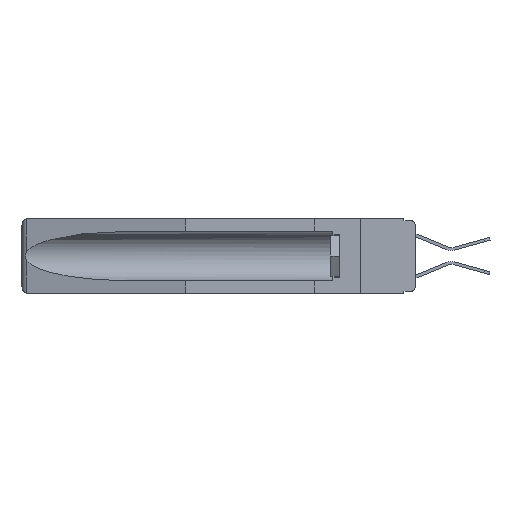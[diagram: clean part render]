
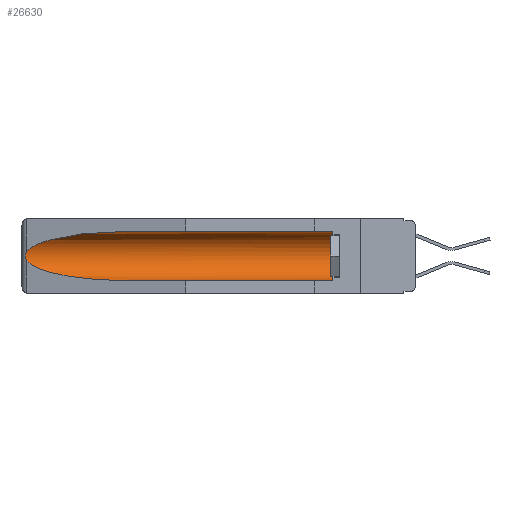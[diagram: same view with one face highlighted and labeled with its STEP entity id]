
A CAD part, left-side view. The second image highlights one B-rep face of the part: STEP entity #26630.
In plain terms, the highlighted cylindrical face has radius 2.857 mm (diameter 5.715 mm), a partial arc.
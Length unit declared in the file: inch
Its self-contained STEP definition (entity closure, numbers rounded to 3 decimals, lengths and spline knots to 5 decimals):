
#631 = CARTESIAN_POINT ( 'NONE',  ( 0.26537, 1.52718, -0.14972 ) ) ;
#951 = EDGE_LOOP ( 'NONE', ( #25026, #11365, #9533, #16067, #3151, #14563 ) ) ;
#1015 = VECTOR ( 'NONE', #7611, 39.37008 ) ;
#2205 = EDGE_CURVE ( 'NONE', #21608, #14105, #20890, .T. ) ;
#2269 = CARTESIAN_POINT ( 'NONE',  ( 0.26597, 1.52961, -0.15275 ) ) ;
#3071 = CARTESIAN_POINT ( 'NONE',  ( 0.26655, 1.53094, -0.18657 ) ) ;
#3073 = CARTESIAN_POINT ( 'NONE',  ( 0.155, -0.30754, -0.1715 ) ) ;
#3151 = ORIENTED_EDGE ( 'NONE', *, *, #2205, .T. ) ;
#3211 = CARTESIAN_POINT ( 'NONE',  ( 0.26537, 1.52718, -0.19328 ) ) ;
#3274 = CARTESIAN_POINT ( 'NONE',  ( 0.26537, 1.52718, -0.14972 ) ) ;
#4210 =( BOUNDED_CURVE ( )  B_SPLINE_CURVE ( 3, ( #17998, #26309, #10354, #22895 ),
 .UNSPECIFIED., .F., .T. ) 
 B_SPLINE_CURVE_WITH_KNOTS ( ( 4, 4 ),
 ( 0.1948, 1.5708 ),
 .UNSPECIFIED. ) 
 CURVE ( )  GEOMETRIC_REPRESENTATION_ITEM ( )  RATIONAL_B_SPLINE_CURVE ( ( 1., 0.848, 0.848, 1. ) ) 
 REPRESENTATION_ITEM ( '' )  );
#4347 = EDGE_CURVE ( 'NONE', #13124, #5269, #22090, .T. ) ;
#4982 = DIRECTION ( 'NONE',  ( 0., 0., 1. ) ) ;
#5269 = VERTEX_POINT ( 'NONE', #24714 ) ;
#5446 = VERTEX_POINT ( 'NONE', #23057 ) ;
#6453 = AXIS2_PLACEMENT_3D ( 'NONE', #3073, #17630, #4982 ) ;
#7281 = CARTESIAN_POINT ( 'NONE',  ( 0.155, -0.30754, -0.284 ) ) ;
#7611 = DIRECTION ( 'NONE',  ( 0., 1., 0. ) ) ;
#8307 = CARTESIAN_POINT ( 'NONE',  ( 0.155, 1.07973, -0.284 ) ) ;
#8918 = CARTESIAN_POINT ( 'NONE',  ( 0.26654, 1.53092, -0.15636 ) ) ;
#9533 = ORIENTED_EDGE ( 'NONE', *, *, #23289, .T. ) ;
#9582 = CARTESIAN_POINT ( 'NONE',  ( 0.2675, 1.53308, -0.17534 ) ) ;
#9721 = DIRECTION ( 'NONE',  ( 0., 1., 0. ) ) ;
#9780 = LINE ( 'NONE', #26398, #1015 ) ;
#10354 = CARTESIAN_POINT ( 'NONE',  ( 0.21114, 1.30732, -0.284 ) ) ;
#10409 = VERTEX_POINT ( 'NONE', #8307 ) ;
#10693 = EDGE_CURVE ( 'NONE', #14105, #13124, #9780, .T. ) ;
#10779 = CARTESIAN_POINT ( 'NONE',  ( 0.155, 0.126, -0.284 ) ) ;
#11360 = AXIS2_PLACEMENT_3D ( 'NONE', #17547, #15516, #26277 ) ;
#11365 = ORIENTED_EDGE ( 'NONE', *, *, #18477, .T. ) ;
#13124 = VERTEX_POINT ( 'NONE', #23957 ) ;
#13284 = FACE_OUTER_BOUND ( 'NONE', #951, .T. ) ;
#13823 = CARTESIAN_POINT ( 'NONE',  ( 0.2673, 1.53269, -0.17917 ) ) ;
#13922 = CARTESIAN_POINT ( 'NONE',  ( 0.155, 0.126, -0.059 ) ) ;
#14105 = VERTEX_POINT ( 'NONE', #13922 ) ;
#14563 = ORIENTED_EDGE ( 'NONE', *, *, #10693, .T. ) ;
#15516 = DIRECTION ( 'NONE',  ( 0., -1., 0. ) ) ;
#16067 = ORIENTED_EDGE ( 'NONE', *, *, #18548, .F. ) ;
#17080 = CYLINDRICAL_SURFACE ( 'NONE', #6453, 0.1125 ) ;
#17213 = CARTESIAN_POINT ( 'NONE',  ( 0.2673, 1.5327, -0.16383 ) ) ;
#17547 = CARTESIAN_POINT ( 'NONE',  ( 0.155, 0.126, -0.1715 ) ) ;
#17630 = DIRECTION ( 'NONE',  ( 0., 1., 0. ) ) ;
#17998 = CARTESIAN_POINT ( 'NONE',  ( 0.26537, 1.52718, -0.19328 ) ) ;
#18088 = B_SPLINE_CURVE_WITH_KNOTS ( 'NONE', 3,
 ( #631, #2269, #8918, #17213, #19657, #9582, #13823, #3071, #21702, #3211 ),
 .UNSPECIFIED., .F., .F.,
 ( 4, 2, 2, 2, 4 ),
 ( 0., 0.00029, 0.00058, 0.00087, 0.00117 ),
 .UNSPECIFIED. ) ;
#18477 = EDGE_CURVE ( 'NONE', #5269, #5446, #18088, .T. ) ;
#18548 = EDGE_CURVE ( 'NONE', #21608, #10409, #25949, .T. ) ;
#19513 = VECTOR ( 'NONE', #9721, 39.37008 ) ;
#19657 = CARTESIAN_POINT ( 'NONE',  ( 0.2675, 1.53308, -0.16763 ) ) ;
#19858 = CARTESIAN_POINT ( 'NONE',  ( 0.25451, 1.48313, -0.09465 ) ) ;
#20890 = CIRCLE ( 'NONE', #11360, 0.1125 ) ;
#21608 = VERTEX_POINT ( 'NONE', #10779 ) ;
#21702 = CARTESIAN_POINT ( 'NONE',  ( 0.26597, 1.5296, -0.19026 ) ) ;
#21894 = CARTESIAN_POINT ( 'NONE',  ( 0.155, 1.07973, -0.059 ) ) ;
#22090 =( BOUNDED_CURVE ( )  B_SPLINE_CURVE ( 3, ( #21894, #24101, #19858, #3274 ),
 .UNSPECIFIED., .F., .T. ) 
 B_SPLINE_CURVE_WITH_KNOTS ( ( 4, 4 ),
 ( 4.71239, 6.08839 ),
 .UNSPECIFIED. ) 
 CURVE ( )  GEOMETRIC_REPRESENTATION_ITEM ( )  RATIONAL_B_SPLINE_CURVE ( ( 1., 0.848, 0.848, 1. ) ) 
 REPRESENTATION_ITEM ( '' )  );
#22895 = CARTESIAN_POINT ( 'NONE',  ( 0.155, 1.07973, -0.284 ) ) ;
#23057 = CARTESIAN_POINT ( 'NONE',  ( 0.26537, 1.52718, -0.19328 ) ) ;
#23289 = EDGE_CURVE ( 'NONE', #5446, #10409, #4210, .T. ) ;
#23957 = CARTESIAN_POINT ( 'NONE',  ( 0.155, 1.07973, -0.059 ) ) ;
#24101 = CARTESIAN_POINT ( 'NONE',  ( 0.21114, 1.30732, -0.059 ) ) ;
#24714 = CARTESIAN_POINT ( 'NONE',  ( 0.26537, 1.52718, -0.14972 ) ) ;
#25026 = ORIENTED_EDGE ( 'NONE', *, *, #4347, .T. ) ;
#25949 = LINE ( 'NONE', #7281, #19513 ) ;
#26277 = DIRECTION ( 'NONE',  ( 0., 0., 1. ) ) ;
#26309 = CARTESIAN_POINT ( 'NONE',  ( 0.25451, 1.48313, -0.24835 ) ) ;
#26398 = CARTESIAN_POINT ( 'NONE',  ( 0.155, -0.30754, -0.059 ) ) ;
#26630 = ADVANCED_FACE ( 'NONE', ( #13284 ), #17080, .F. ) ;
